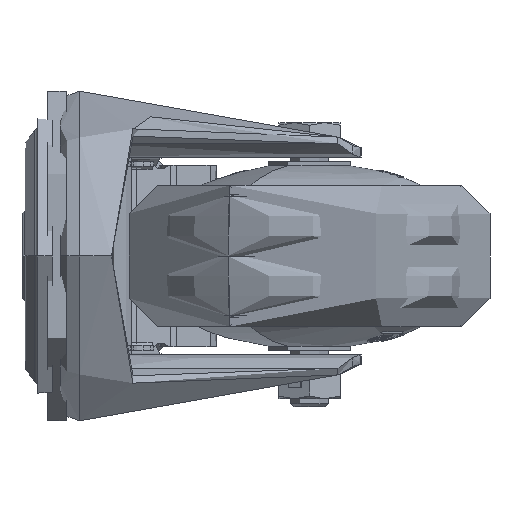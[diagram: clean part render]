
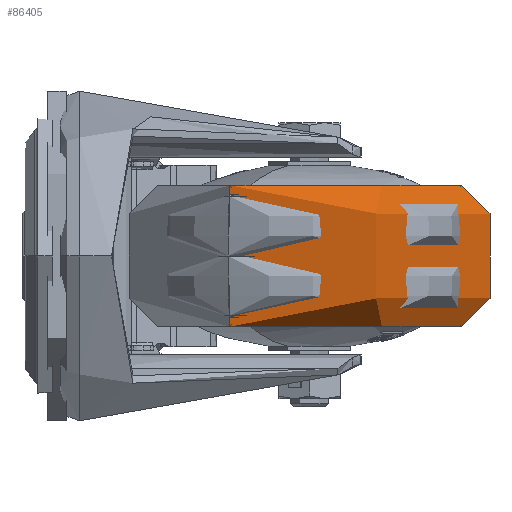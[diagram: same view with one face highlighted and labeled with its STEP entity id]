
A CAD part, left-side view. The second image highlights one B-rep face of the part: STEP entity #86405.
In plain terms, the highlighted free-form (B-spline) face has degree [3, 3] with [4, 4] control points.
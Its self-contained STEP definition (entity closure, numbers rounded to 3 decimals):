
#1270 = ORIENTED_EDGE ( 'NONE', *, *, #25812, .F. ) ;
#3854 =( BOUNDED_CURVE ( )  B_SPLINE_CURVE ( 3, ( #22974, #80321, #9650, #8722 ),
 .UNSPECIFIED., .F., .F. ) 
 B_SPLINE_CURVE_WITH_KNOTS ( ( 4, 4 ),
 ( 0., 3.142 ),
 .UNSPECIFIED. ) 
 CURVE ( )  GEOMETRIC_REPRESENTATION_ITEM ( )  RATIONAL_B_SPLINE_CURVE ( ( 1., 0.333, 0.333, 1. ) ) 
 REPRESENTATION_ITEM ( '' )  );
#5161 = CARTESIAN_POINT ( 'NONE',  ( 65.471, -71.094, 15. ) ) ;
#7423 = ORIENTED_EDGE ( 'NONE', *, *, #53262, .T. ) ;
#8722 = CARTESIAN_POINT ( 'NONE',  ( 65.471, -71.094, 15. ) ) ;
#9650 = CARTESIAN_POINT ( 'NONE',  ( 78.674, -79.213, 15. ) ) ;
#11247 =( BOUNDED_SURFACE ( )  B_SPLINE_SURFACE ( 3, 3, ( 
 ( #25615, #33679, #47421, #27009 ),
 ( #55976, #63063, #62158, #54558 ),
 ( #46957, #55016, #76288, #40328 ),
 ( #75840, #83846, #90540, #84802 ) ),
 .UNSPECIFIED., .F., .F., .F. ) 
 B_SPLINE_SURFACE_WITH_KNOTS ( ( 4, 4 ),
 ( 4, 4 ),
 ( 0., 1. ),
 ( 0., 1. ),
 .UNSPECIFIED. ) 
 GEOMETRIC_REPRESENTATION_ITEM ( )  RATIONAL_B_SPLINE_SURFACE ( (
 ( 1., 0.333, 0.333, 1.),
 ( 0.333, 0.111, 0.111, 0.333),
 ( 0.333, 0.111, 0.111, 0.333),
 ( 1., 0.333, 0.333, 1.) ) ) 
 REPRESENTATION_ITEM ( '' )  SURFACE ( )  );
#11509 = ORIENTED_EDGE ( 'NONE', *, *, #74586, .F. ) ;
#12537 = CARTESIAN_POINT ( 'NONE',  ( -2.674, -29.187, -15. ) ) ;
#13889 = CARTESIAN_POINT ( 'NONE',  ( 10.529, -37.306, -15. ) ) ;
#15281 = AXIS2_PLACEMENT_3D ( 'NONE', #76788, #69259, #19467 ) ;
#19467 = DIRECTION ( 'NONE',  ( 0.852, -0.524, 0. ) ) ;
#22974 = CARTESIAN_POINT ( 'NONE',  ( 65.471, -71.094, -15. ) ) ;
#25615 = CARTESIAN_POINT ( 'NONE',  ( 10.529, -37.306, -15. ) ) ;
#25812 = EDGE_CURVE ( 'NONE', #52674, #76346, #67342, .T. ) ;
#26333 = EDGE_CURVE ( 'NONE', #52674, #49604, #54263, .T. ) ;
#26369 = ORIENTED_EDGE ( 'NONE', *, *, #26333, .T. ) ;
#26519 = VERTEX_POINT ( 'NONE', #5161 ) ;
#26551 = CARTESIAN_POINT ( 'NONE',  ( 38., -54.2, -15. ) ) ;
#27009 = CARTESIAN_POINT ( 'NONE',  ( 65.471, -71.094, -15. ) ) ;
#33679 = CARTESIAN_POINT ( 'NONE',  ( -23.259, -92.248, -15. ) ) ;
#36316 = CARTESIAN_POINT ( 'NONE',  ( 65.471, -71.094, -15. ) ) ;
#38061 = CIRCLE ( 'NONE', #15281, 32.25 ) ;
#39139 = AXIS2_PLACEMENT_3D ( 'NONE', #26551, #76784, #90557 ) ;
#40328 = CARTESIAN_POINT ( 'NONE',  ( 78.674, -79.213, 15. ) ) ;
#46957 = CARTESIAN_POINT ( 'NONE',  ( -2.674, -29.187, 15. ) ) ;
#47421 = CARTESIAN_POINT ( 'NONE',  ( 31.684, -126.036, -15. ) ) ;
#49604 = VERTEX_POINT ( 'NONE', #36316 ) ;
#52674 = VERTEX_POINT ( 'NONE', #13889 ) ;
#53262 = EDGE_CURVE ( 'NONE', #49604, #26519, #3854, .T. ) ;
#53622 = FACE_OUTER_BOUND ( 'NONE', #62015, .T. ) ;
#54263 = CIRCLE ( 'NONE', #39139, 32.25 ) ;
#54327 = CARTESIAN_POINT ( 'NONE',  ( -2.674, -29.187, 15. ) ) ;
#54558 = CARTESIAN_POINT ( 'NONE',  ( 78.674, -79.213, -15. ) ) ;
#55016 = CARTESIAN_POINT ( 'NONE',  ( -52.701, -110.535, 15. ) ) ;
#55976 = CARTESIAN_POINT ( 'NONE',  ( -2.674, -29.187, -15. ) ) ;
#62015 = EDGE_LOOP ( 'NONE', ( #1270, #26369, #7423, #11509 ) ) ;
#62158 = CARTESIAN_POINT ( 'NONE',  ( 28.648, -160.562, -15. ) ) ;
#63063 = CARTESIAN_POINT ( 'NONE',  ( -52.701, -110.535, -15. ) ) ;
#67342 =( BOUNDED_CURVE ( )  B_SPLINE_CURVE ( 3, ( #76526, #12537, #54327, #85027 ),
 .UNSPECIFIED., .F., .F. ) 
 B_SPLINE_CURVE_WITH_KNOTS ( ( 4, 4 ),
 ( 0., 3.142 ),
 .UNSPECIFIED. ) 
 CURVE ( )  GEOMETRIC_REPRESENTATION_ITEM ( )  RATIONAL_B_SPLINE_CURVE ( ( 1., 0.333, 0.333, 1. ) ) 
 REPRESENTATION_ITEM ( '' )  );
#69259 = DIRECTION ( 'NONE',  ( 0., 0., 1. ) ) ;
#74586 = EDGE_CURVE ( 'NONE', #76346, #26519, #38061, .T. ) ;
#75840 = CARTESIAN_POINT ( 'NONE',  ( 10.529, -37.306, 15. ) ) ;
#76288 = CARTESIAN_POINT ( 'NONE',  ( 28.648, -160.562, 15. ) ) ;
#76346 = VERTEX_POINT ( 'NONE', #92282 ) ;
#76526 = CARTESIAN_POINT ( 'NONE',  ( 10.529, -37.306, -15. ) ) ;
#76784 = DIRECTION ( 'NONE',  ( 0., 0., 1. ) ) ;
#76788 = CARTESIAN_POINT ( 'NONE',  ( 38., -54.2, 15. ) ) ;
#80321 = CARTESIAN_POINT ( 'NONE',  ( 78.674, -79.213, -15. ) ) ;
#83846 = CARTESIAN_POINT ( 'NONE',  ( -23.259, -92.248, 15. ) ) ;
#84802 = CARTESIAN_POINT ( 'NONE',  ( 65.471, -71.094, 15. ) ) ;
#85027 = CARTESIAN_POINT ( 'NONE',  ( 10.529, -37.306, 15. ) ) ;
#86405 = ADVANCED_FACE ( 'NONE', ( #53622 ), #11247, .F. ) ;
#90540 = CARTESIAN_POINT ( 'NONE',  ( 31.684, -126.036, 15. ) ) ;
#90557 = DIRECTION ( 'NONE',  ( 0.852, -0.524, 0. ) ) ;
#92282 = CARTESIAN_POINT ( 'NONE',  ( 10.529, -37.306, 15. ) ) ;
